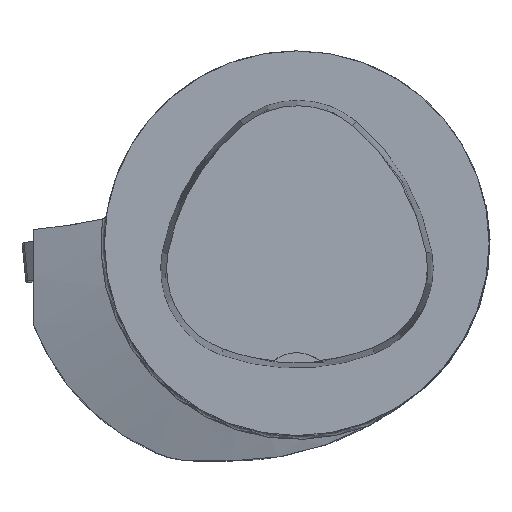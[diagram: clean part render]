
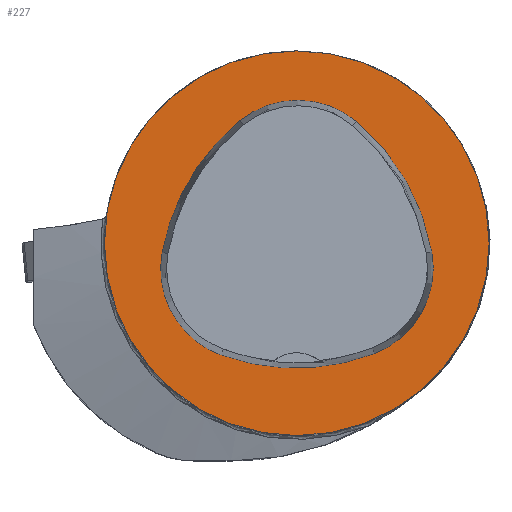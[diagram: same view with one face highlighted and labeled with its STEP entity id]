
A CAD part, top view. The second image highlights one B-rep face of the part: STEP entity #227.
In plain terms, the highlighted planar face has unit normal (0, 0, 1).
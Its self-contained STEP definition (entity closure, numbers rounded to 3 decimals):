
#227=ADVANCED_FACE('',(#452,#453),#271,.T.);
#271=PLANE('',#1305);
#452=FACE_BOUND('',#503,.T.);
#453=FACE_BOUND('',#504,.T.);
#503=EDGE_LOOP('',(#737,#738,#739,#740,#741,#742));
#504=EDGE_LOOP('',(#743));
#737=ORIENTED_EDGE('',*,*,#1069,.T.);
#738=ORIENTED_EDGE('',*,*,#1049,.T.);
#739=ORIENTED_EDGE('',*,*,#1053,.T.);
#740=ORIENTED_EDGE('',*,*,#1056,.T.);
#741=ORIENTED_EDGE('',*,*,#1059,.T.);
#742=ORIENTED_EDGE('',*,*,#1067,.T.);
#743=ORIENTED_EDGE('',*,*,#1040,.F.);
#913=VERTEX_POINT('',#2017);
#922=VERTEX_POINT('',#2036);
#923=VERTEX_POINT('',#2037);
#926=VERTEX_POINT('',#2045);
#928=VERTEX_POINT('',#2051);
#930=VERTEX_POINT('',#2057);
#937=VERTEX_POINT('',#2078);
#1040=EDGE_CURVE('',#913,#913,#1113,.T.);
#1049=EDGE_CURVE('',#922,#923,#1114,.T.);
#1053=EDGE_CURVE('',#923,#926,#1116,.T.);
#1056=EDGE_CURVE('',#926,#928,#1118,.T.);
#1059=EDGE_CURVE('',#928,#930,#1120,.T.);
#1067=EDGE_CURVE('',#930,#937,#1124,.T.);
#1069=EDGE_CURVE('',#937,#922,#1126,.T.);
#1113=CIRCLE('',#1277,31.5);
#1114=CIRCLE('',#1283,36.);
#1116=CIRCLE('',#1286,15.);
#1118=CIRCLE('',#1289,36.);
#1120=CIRCLE('',#1292,15.);
#1124=CIRCLE('',#1297,36.);
#1126=CIRCLE('',#1300,15.);
#1277=AXIS2_PLACEMENT_3D('',#2016,#1523,#1524);
#1283=AXIS2_PLACEMENT_3D('',#2035,#1539,#1540);
#1286=AXIS2_PLACEMENT_3D('',#2044,#1547,#1548);
#1289=AXIS2_PLACEMENT_3D('',#2050,#1554,#1555);
#1292=AXIS2_PLACEMENT_3D('',#2056,#1561,#1562);
#1297=AXIS2_PLACEMENT_3D('',#2079,#1573,#1574);
#1300=AXIS2_PLACEMENT_3D('',#2082,#1579,#1580);
#1305=AXIS2_PLACEMENT_3D('',#2087,#1589,#1590);
#1523=DIRECTION('',(0.,0.,-1.));
#1524=DIRECTION('',(-1.,0.,0.));
#1539=DIRECTION('',(0.,0.,-1.));
#1540=DIRECTION('',(-1.,0.,0.));
#1547=DIRECTION('',(0.,0.,-1.));
#1548=DIRECTION('',(-1.,0.,0.));
#1554=DIRECTION('',(0.,0.,-1.));
#1555=DIRECTION('',(-1.,0.,0.));
#1561=DIRECTION('',(0.,0.,-1.));
#1562=DIRECTION('',(-1.,0.,0.));
#1573=DIRECTION('',(0.,0.,-1.));
#1574=DIRECTION('',(-1.,0.,0.));
#1579=DIRECTION('',(0.,0.,-1.));
#1580=DIRECTION('',(-1.,0.,0.));
#1589=DIRECTION('',(0.,0.,1.));
#1590=DIRECTION('',(1.,0.,0.));
#2016=CARTESIAN_POINT('',(0.,0.,
0.));
#2017=CARTESIAN_POINT('',(-31.5,0.,0.));
#2035=CARTESIAN_POINT('',(13.398,-7.893,0.));
#2036=CARTESIAN_POINT('',(-22.041,-1.562,0.));
#2037=CARTESIAN_POINT('',(-9.317,20.036,0.));
#2044=CARTESIAN_POINT('',(0.148,8.399,0.));
#2045=CARTESIAN_POINT('',(9.779,19.898,0.));
#2050=CARTESIAN_POINT('',(-13.337,-7.7,0.));
#2051=CARTESIAN_POINT('',(22.122,-1.48,0.));
#2056=CARTESIAN_POINT('',(7.347,-4.071,0.));
#2057=CARTESIAN_POINT('',(12.693,-18.087,0.));
#2078=CARTESIAN_POINT('',(-12.373,-18.307,0.));
#2079=CARTESIAN_POINT('',(-0.137,15.55,0.));
#2082=CARTESIAN_POINT('',(-7.275,-4.2,0.));
#2087=CARTESIAN_POINT('',(0.,0.,
0.));
